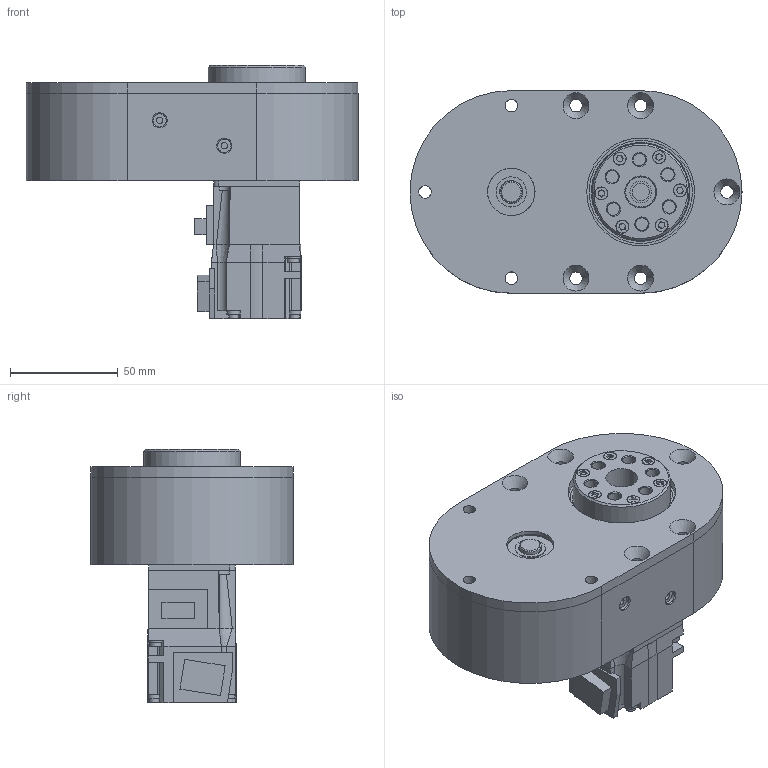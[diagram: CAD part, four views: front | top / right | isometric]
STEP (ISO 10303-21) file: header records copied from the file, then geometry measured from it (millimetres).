
FILE_DESCRIPTION(/* description */ (''),/* implementation_level */ '2;1');
FILE_NAME(/* name */ 'Reducer_02.stp',/* time_stamp */ '2025-12-03T13:33:19+01:00',/* author */ ('pochi'),/* organization */ (''),/* preprocessor_version */ 'ST-DEVELOPER v20.1',/* originating_system */ 'Autodesk Inventor 2026',/* authorisation */ '');
FILE_SCHEMA (('AUTOMOTIVE_DESIGN { 1 0 10303 214 3 1 1 }'));
Length unit declared in the file: millimetre
Products named in the file (23): Reducer_02; Housing; Shaft_01; Spacer_03; Pulley_3M20T; Pulley_3M40T; Spacer_02; Spacer_01; Pulley_3M20T_02; Bearing_02; Pulley_3M40T_02; Spacer_04; Bearing_01; ActuationDisk; M3_Screw; Bearing_03; Cover; Tensioning_01; Bearing_Tension_01; New_Belt_01; New_Belt_02; Spring_Tesion; 04_HG-KR053
Assembly tree (34 placements, depth 2):
  Reducer_02
    Housing
    Bearing_01  x2
    Shaft_01
    Spacer_01  x2
    Spacer_03
    Pulley_3M20T
    Pulley_3M40T
    Spacer_02
    Pulley_3M20T_02
    Bearing_02
    Pulley_3M40T_02
    Spacer_04
    ActuationDisk
    M3_Screw  x6
    Bearing_03
    Cover
    Bearing_Tension_01  x4
    Tensioning_01  x2
    New_Belt_01
    New_Belt_02
    Spring_Tesion  x2
    04_HG-KR053
Bounding box: 154 x 94 x 117.5 mm (x, y, z)
Volume: 412284.7 mm3; surface area: 164168.9 mm2
Topology: 35 solids, 35 shells, 803 faces, 1743 edges, 1085 vertices
Faces by surface type: plane 400, cylinder 237, cone 93, torus 46, bspline 27
Full cylindrical faces by diameter (mm): 3 x30, 4.5 x6, 5.6 x2, 5.8 x26, 5.9 x2, 6 x6, 6.2 x2, 7.6 x8, 8 x1, 10 x13, 12.61 x1, 13 x1, 14 x10, 14.8 x1, 16 x2, 16.43 x1, 17 x4, 20 x2, 22 x7, 25 x2, 26 x4, 28 x2, 30 x1, 32 x2, 45 x2, 47.8 x3, 50 x2, 52.2 x2, 55 x2, 61.31 x2
Entity records: 21661 total; most frequent: CARTESIAN_POINT 6659, DIRECTION 3049, ORIENTED_EDGE 2572, EDGE_CURVE 1286, AXIS2_PLACEMENT_3D 1198, VERTEX_POINT 811, EDGE_LOOP 759, LINE 653
